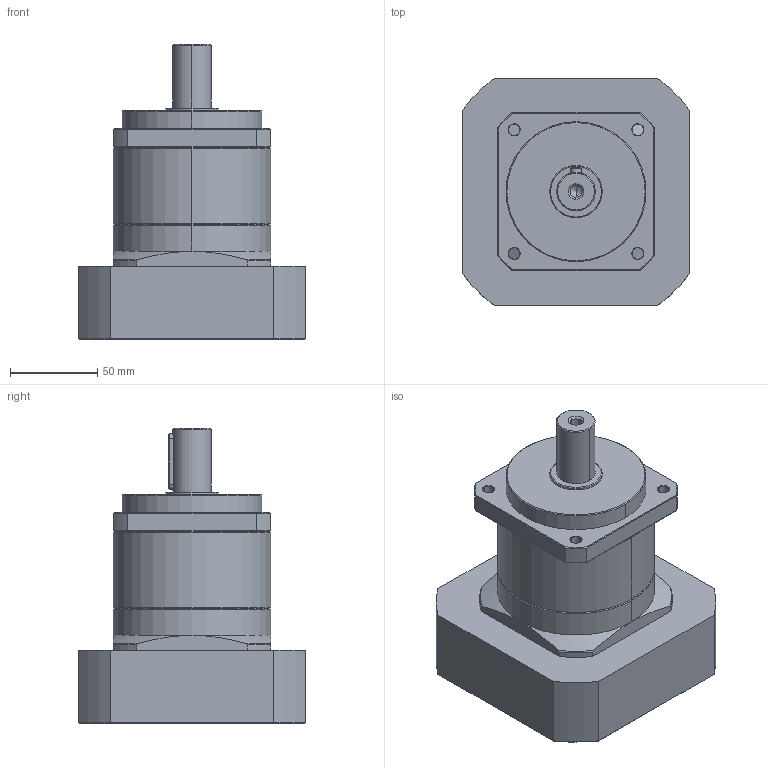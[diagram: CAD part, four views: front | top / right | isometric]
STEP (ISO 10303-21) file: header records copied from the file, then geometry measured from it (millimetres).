
FILE_DESCRIPTION (( 'STEP AP214' ), '1' );
FILE_NAME ('MSS0901A-C4120103 nc coord fxt.STEP', '2022-02-23T19:09:02', ( '' ), ( '' ), 'SwSTEP 2.0', 'SolidWorks 2021', '' );
FILE_SCHEMA (( 'AUTOMOTIVE_DESIGN' ));
Length unit declared in the file: inch
Products named in the file (1): MSS0901A-C4120103 nc coord fxt
Bounding box: 130 x 130 x 168.9 mm (x, y, z)
Volume: 1115854.7 mm3; surface area: 125757.6 mm2
Topology: 3 solids, 3 shells, 183 faces, 410 edges, 235 vertices
Faces by surface type: cone 83, cylinder 54, plane 46
Entity records: 5257 total; most frequent: CARTESIAN_POINT 1136, DIRECTION 897, ORIENTED_EDGE 800, EDGE_CURVE 400, AXIS2_PLACEMENT_3D 362, VERTEX_POINT 235, EDGE_LOOP 207, FACE_OUTER_BOUND 183
